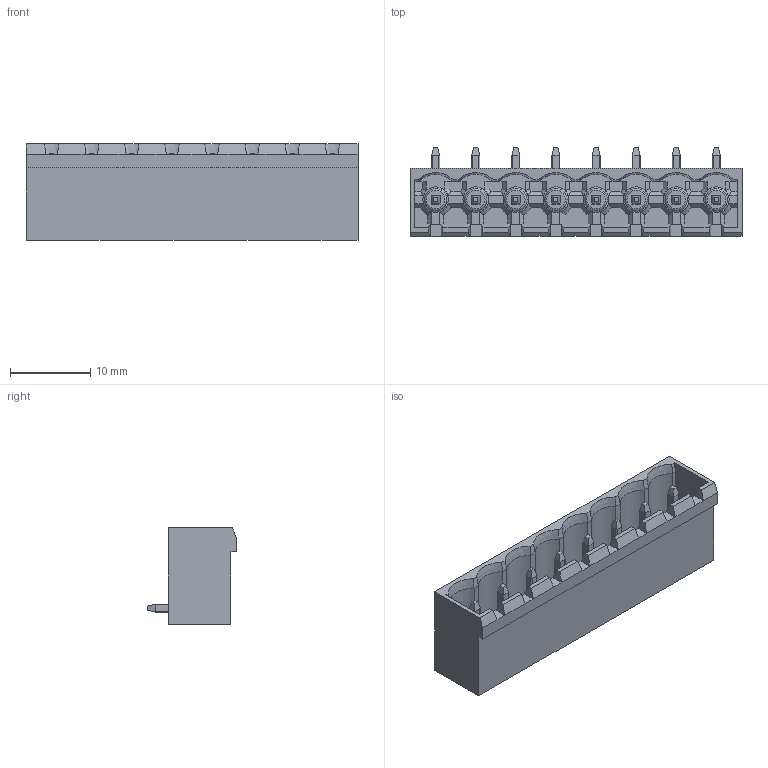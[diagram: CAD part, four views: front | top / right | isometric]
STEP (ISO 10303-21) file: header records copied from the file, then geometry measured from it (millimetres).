
FILE_DESCRIPTION(/* description */ ('Unknown'),/* implementation_level */ '2;1');
FILE_NAME(/* name */ '691701710108B',/* time_stamp */ '2024-01-10T15:35:59+01:00',/* author */ ('Unknown'),/* organization */ ('Unknown'),/* preprocessor_version */ 'ST-DEVELOPER v18.102',/* originating_system */ 'Solid Edge',/* authorisation */ 'Unknown');
FILE_SCHEMA (('INTEGRATED_CNC_SCHEMA','AUTOMOTIVE_DESIGN {1 0 10303 214 3 1 1}'));
Length unit declared in the file: millimetre
Products named in the file (3): 6917017101xxB; 691701700108B; 6917015300xxB_Pin
Assembly tree (9 placements, depth 2):
  6917017101xxB
    691701700108B
    6917015300xxB_Pin  x8
Bounding box: 41.4 x 11.1 x 12 mm (x, y, z)
Volume: 1628 mm3; surface area: 3764.1 mm2
Topology: 9 solids, 9 shells, 735 faces, 1931 edges, 1222 vertices
Faces by surface type: plane 511, cylinder 120, cone 48, torus 48, sphere 8
Entity records: 15853 total; most frequent: CARTESIAN_POINT 2980, ORIENTED_EDGE 2686, DIRECTION 2525, EDGE_CURVE 1343, LINE 1071, VECTOR 1071, VERTEX_POINT 862, AXIS2_PLACEMENT_3D 727
